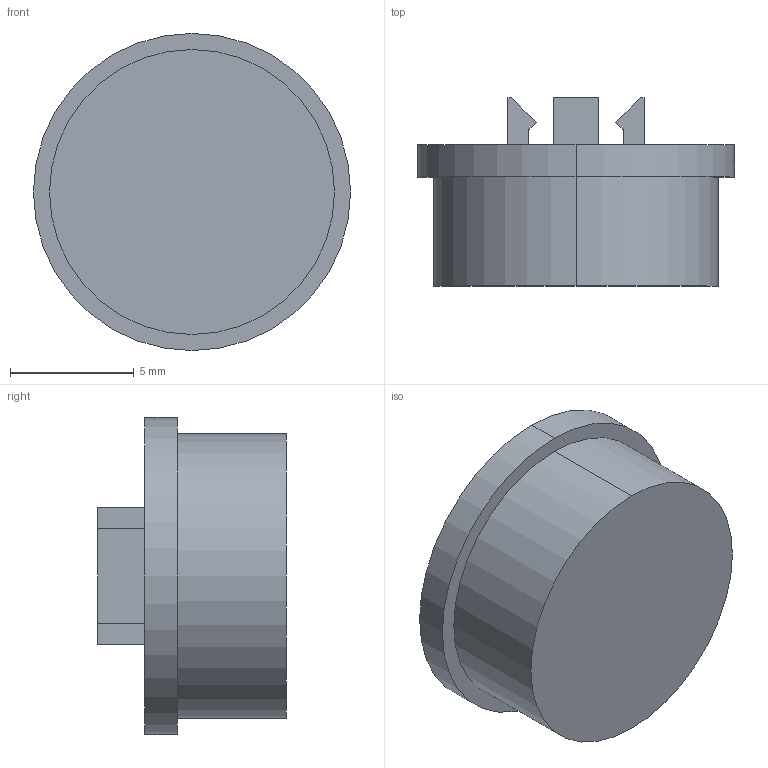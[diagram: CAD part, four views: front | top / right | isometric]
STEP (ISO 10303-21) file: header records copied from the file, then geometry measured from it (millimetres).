
FILE_DESCRIPTION (( 'STEP AP214' ), '1' );
FILE_NAME ('Tactile Button Caps for B3F-4055 12X12X7.3MM.STEP', '2022-06-08T20:11:49', ( '' ), ( '' ), 'SwSTEP 2.0', 'SolidWorks 2015', '' );
FILE_SCHEMA (( 'AUTOMOTIVE_DESIGN' ));
Length unit declared in the file: millimetre
Products named in the file (1): Tactile Button Caps for B3F-4055 12X12X7.3MM
Bounding box: 12.8 x 7.6 x 12.8 mm (x, y, z)
Volume: 362.7 mm3; surface area: 850.6 mm2
Topology: 1 solids, 1 shells, 46 faces, 126 edges, 84 vertices
Faces by surface type: plane 40, cylinder 6
Entity records: 1484 total; most frequent: CARTESIAN_POINT 257, ORIENTED_EDGE 252, DIRECTION 240, EDGE_CURVE 126, VECTOR 106, LINE 106, VERTEX_POINT 84, AXIS2_PLACEMENT_3D 67
